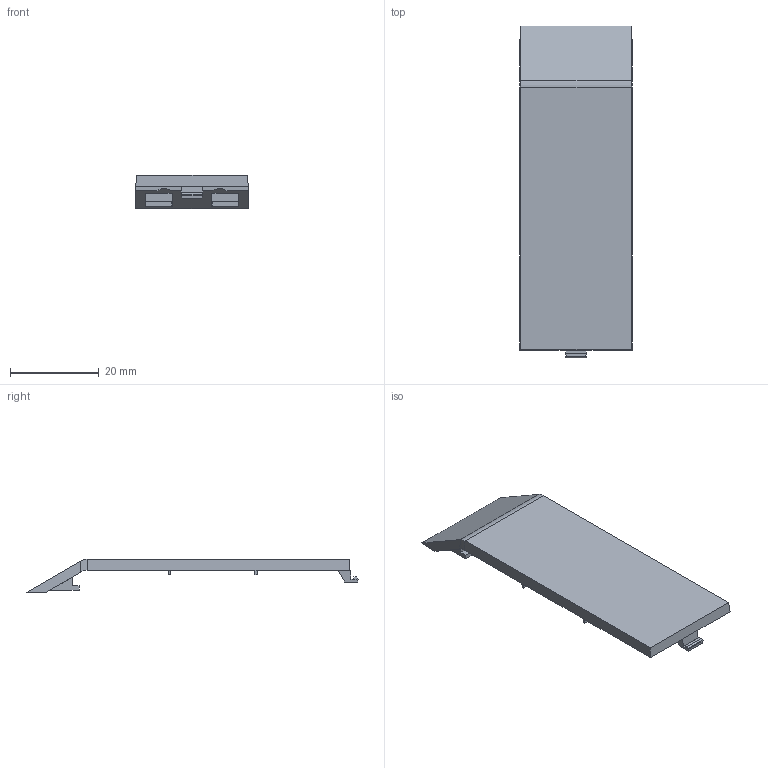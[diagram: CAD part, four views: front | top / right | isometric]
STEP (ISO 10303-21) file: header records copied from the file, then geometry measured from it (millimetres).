
FILE_DESCRIPTION(('CATIA V5 STEP Exchange','CAx-IF Rec.Pracs.--- Model Styling and Organization---1.5--- 2016-08-15','CAx-IF Rec.Pracs.---Supplemental Geometry---1.0---2011-11-01','CAx-IF Rec.Pracs.--- Composite Materials ---3.4---2017-06-13','CAx-IF Rec.Pracs.---Tessellated 3D Geometry---1.0---2015-12-17'),'2;1');
FILE_NAME('AC Remote cover_stepfile.stp','2024-05-16T08:50:44+00:00',('none'),('none'),'CATIA Version 5-6 Release 2020','CATIA V5 STEP AP242 v1','none');
FILE_SCHEMA(('AP242_MANAGED_MODEL_BASED_3D_ENGINEERING_MIM_LF {1 0 10303 442 1 1 4}'));
Length unit declared in the file: millimetre
Products named in the file (1): AC REMOTE
Bounding box: 25.44 x 75 x 7.5 mm (x, y, z)
Surface area: 4491 mm2 (no closed solid volume)
Topology: 0 solids, 1 shells, 69 faces, 179 edges, 114 vertices
Faces by surface type: plane 60, cylinder 6, extrusion 2, bspline 1
Entity records: 2128 total; most frequent: CARTESIAN_POINT 486, ORIENTED_EDGE 358, DIRECTION 280, EDGE_CURVE 179, VECTOR 162, LINE 160, VERTEX_POINT 114, EDGE_LOOP 71
